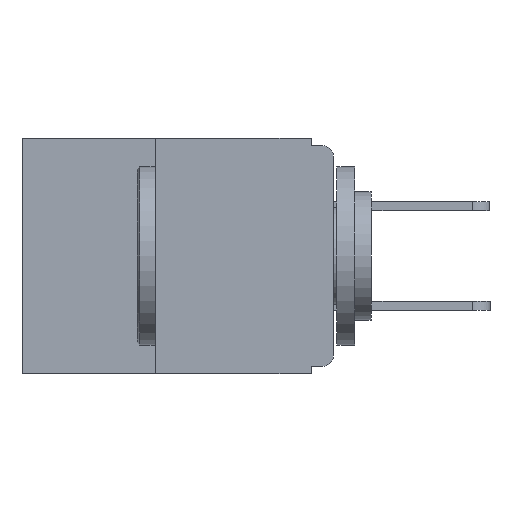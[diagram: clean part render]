
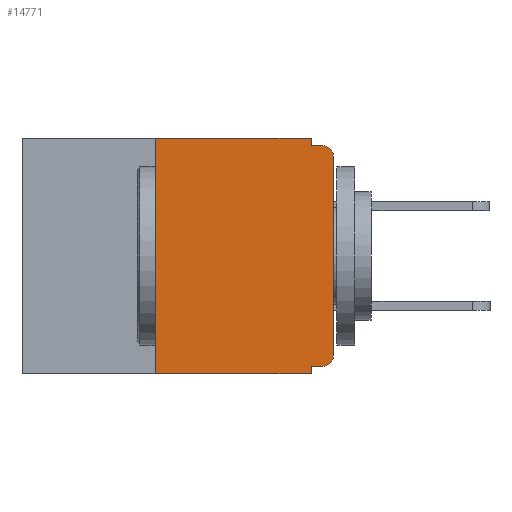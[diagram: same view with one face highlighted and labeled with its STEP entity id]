
A CAD part, left-side view. The second image highlights one B-rep face of the part: STEP entity #14771.
In plain terms, the highlighted planar face has unit normal (-1, 0, 0).
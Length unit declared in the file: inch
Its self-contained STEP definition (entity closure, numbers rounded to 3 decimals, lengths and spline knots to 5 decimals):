
#98 = CARTESIAN_POINT ( 'NONE',  ( 0., 0.25, -0.33 ) ) ;
#317 = DIRECTION ( 'NONE',  ( -1., 0., 0. ) ) ;
#387 = ORIENTED_EDGE ( 'NONE', *, *, #12696, .F. ) ;
#500 = ORIENTED_EDGE ( 'NONE', *, *, #5903, .T. ) ;
#576 = DIRECTION ( 'NONE',  ( 0., -1., 0. ) ) ;
#998 = DIRECTION ( 'NONE',  ( 0., 0., -1. ) ) ;
#1321 = ORIENTED_EDGE ( 'NONE', *, *, #4568, .T. ) ;
#1649 = CARTESIAN_POINT ( 'NONE',  ( 0., 0.031, 0. ) ) ;
#1818 = CARTESIAN_POINT ( 'NONE',  ( 0., 0.031, -0.01 ) ) ;
#2021 = LINE ( 'NONE', #16035, #13094 ) ;
#2230 = VERTEX_POINT ( 'NONE', #13371 ) ;
#2266 = ORIENTED_EDGE ( 'NONE', *, *, #9761, .T. ) ;
#2792 = CARTESIAN_POINT ( 'NONE',  ( 0., 0.015, -0.01 ) ) ;
#2798 = VERTEX_POINT ( 'NONE', #1649 ) ;
#3430 = LINE ( 'NONE', #17095, #14504 ) ;
#3699 = ORIENTED_EDGE ( 'NONE', *, *, #17354, .F. ) ;
#4218 = CARTESIAN_POINT ( 'NONE',  ( 0., 0., -0.305 ) ) ;
#4244 = LINE ( 'NONE', #7766, #14831 ) ;
#4568 = EDGE_CURVE ( 'NONE', #9499, #2230, #8674, .T. ) ;
#5313 = AXIS2_PLACEMENT_3D ( 'NONE', #17843, #17819, #17798 ) ;
#5355 = LINE ( 'NONE', #15686, #16743 ) ;
#5656 = ORIENTED_EDGE ( 'NONE', *, *, #10814, .F. ) ;
#5875 = LINE ( 'NONE', #8364, #13562 ) ;
#5884 = CARTESIAN_POINT ( 'NONE',  ( 0., 0.031, -0.32 ) ) ;
#5903 = EDGE_CURVE ( 'NONE', #7086, #9499, #13402, .T. ) ;
#5909 = LINE ( 'NONE', #14956, #9283 ) ;
#6019 = EDGE_CURVE ( 'NONE', #16043, #18018, #3430, .T. ) ;
#6147 = CIRCLE ( 'NONE', #16952, 0.015 ) ;
#6490 = VERTEX_POINT ( 'NONE', #13534 ) ;
#6763 = CARTESIAN_POINT ( 'NONE',  ( 0., 0.437, 0. ) ) ;
#6985 = EDGE_CURVE ( 'NONE', #9757, #18018, #9728, .T. ) ;
#7086 = VERTEX_POINT ( 'NONE', #7554 ) ;
#7554 = CARTESIAN_POINT ( 'NONE',  ( 0., 0.015, -0.32 ) ) ;
#7683 = DIRECTION ( 'NONE',  ( 0., -1., 0. ) ) ;
#7766 = CARTESIAN_POINT ( 'NONE',  ( 0., 0.437, 0. ) ) ;
#8169 = PLANE ( 'NONE',  #17569 ) ;
#8364 = CARTESIAN_POINT ( 'NONE',  ( 0., 0.031, 0. ) ) ;
#8454 = CARTESIAN_POINT ( 'NONE',  ( 0., 0.437, -0.33 ) ) ;
#8491 = DIRECTION ( 'NONE',  ( 0., 1., 0. ) ) ;
#8526 = EDGE_CURVE ( 'NONE', #6490, #2798, #4244, .T. ) ;
#8552 = DIRECTION ( 'NONE',  ( 0., -1., 0. ) ) ;
#8674 = LINE ( 'NONE', #8920, #15884 ) ;
#8893 = EDGE_CURVE ( 'NONE', #9757, #6490, #2021, .T. ) ;
#8920 = CARTESIAN_POINT ( 'NONE',  ( 0., 0., 0. ) ) ;
#8979 = CARTESIAN_POINT ( 'NONE',  ( 0., 0.015, -0.025 ) ) ;
#8996 = ORIENTED_EDGE ( 'NONE', *, *, #8526, .F. ) ;
#9283 = VECTOR ( 'NONE', #576, 39.37008 ) ;
#9339 = CARTESIAN_POINT ( 'NONE',  ( 0., 0.031, -0.33 ) ) ;
#9499 = VERTEX_POINT ( 'NONE', #4218 ) ;
#9599 = VERTEX_POINT ( 'NONE', #2792 ) ;
#9644 = DIRECTION ( 'NONE',  ( 1., 0., 0. ) ) ;
#9728 = LINE ( 'NONE', #8454, #17265 ) ;
#9757 = VERTEX_POINT ( 'NONE', #98 ) ;
#9761 = EDGE_CURVE ( 'NONE', #2230, #9599, #6147, .T. ) ;
#9769 = VERTEX_POINT ( 'NONE', #1818 ) ;
#10424 = DIRECTION ( 'NONE',  ( 0., 0., -1. ) ) ;
#10814 = EDGE_CURVE ( 'NONE', #2798, #9769, #5875, .T. ) ;
#11669 = ORIENTED_EDGE ( 'NONE', *, *, #8893, .F. ) ;
#11899 = EDGE_LOOP ( 'NONE', ( #1321, #2266, #3699, #5656, #8996, #11669, #13677, #13941, #387, #500 ) ) ;
#12696 = EDGE_CURVE ( 'NONE', #7086, #16043, #5355, .T. ) ;
#12781 = DIRECTION ( 'NONE',  ( 0., 0., -1. ) ) ;
#13094 = VECTOR ( 'NONE', #15929, 39.37008 ) ;
#13371 = CARTESIAN_POINT ( 'NONE',  ( 0., 0., -0.025 ) ) ;
#13402 = CIRCLE ( 'NONE', #5313, 0.015 ) ;
#13534 = CARTESIAN_POINT ( 'NONE',  ( 0., 0.25, 0. ) ) ;
#13562 = VECTOR ( 'NONE', #12781, 39.37008 ) ;
#13677 = ORIENTED_EDGE ( 'NONE', *, *, #6985, .T. ) ;
#13941 = ORIENTED_EDGE ( 'NONE', *, *, #6019, .F. ) ;
#14504 = VECTOR ( 'NONE', #16982, 39.37008 ) ;
#14771 = ADVANCED_FACE ( 'NONE', ( #18377 ), #8169, .F. ) ;
#14831 = VECTOR ( 'NONE', #7683, 39.37008 ) ;
#14956 = CARTESIAN_POINT ( 'NONE',  ( 0., 0., -0.01 ) ) ;
#15686 = CARTESIAN_POINT ( 'NONE',  ( 0., 0., -0.32 ) ) ;
#15884 = VECTOR ( 'NONE', #16409, 39.37008 ) ;
#15929 = DIRECTION ( 'NONE',  ( 0., 0., 1. ) ) ;
#16035 = CARTESIAN_POINT ( 'NONE',  ( 0., 0.25, -0.33 ) ) ;
#16043 = VERTEX_POINT ( 'NONE', #5884 ) ;
#16409 = DIRECTION ( 'NONE',  ( 0., 0., 1. ) ) ;
#16743 = VECTOR ( 'NONE', #8491, 39.37008 ) ;
#16952 = AXIS2_PLACEMENT_3D ( 'NONE', #8979, #317, #10424 ) ;
#16982 = DIRECTION ( 'NONE',  ( 0., 0., -1. ) ) ;
#17095 = CARTESIAN_POINT ( 'NONE',  ( 0., 0.031, -0.33 ) ) ;
#17265 = VECTOR ( 'NONE', #8552, 39.37008 ) ;
#17354 = EDGE_CURVE ( 'NONE', #9769, #9599, #5909, .T. ) ;
#17569 = AXIS2_PLACEMENT_3D ( 'NONE', #6763, #9644, #998 ) ;
#17798 = DIRECTION ( 'NONE',  ( 0., 0., -1. ) ) ;
#17819 = DIRECTION ( 'NONE',  ( -1., 0., 0. ) ) ;
#17843 = CARTESIAN_POINT ( 'NONE',  ( 0., 0.015, -0.305 ) ) ;
#18018 = VERTEX_POINT ( 'NONE', #9339 ) ;
#18377 = FACE_OUTER_BOUND ( 'NONE', #11899, .T. ) ;
